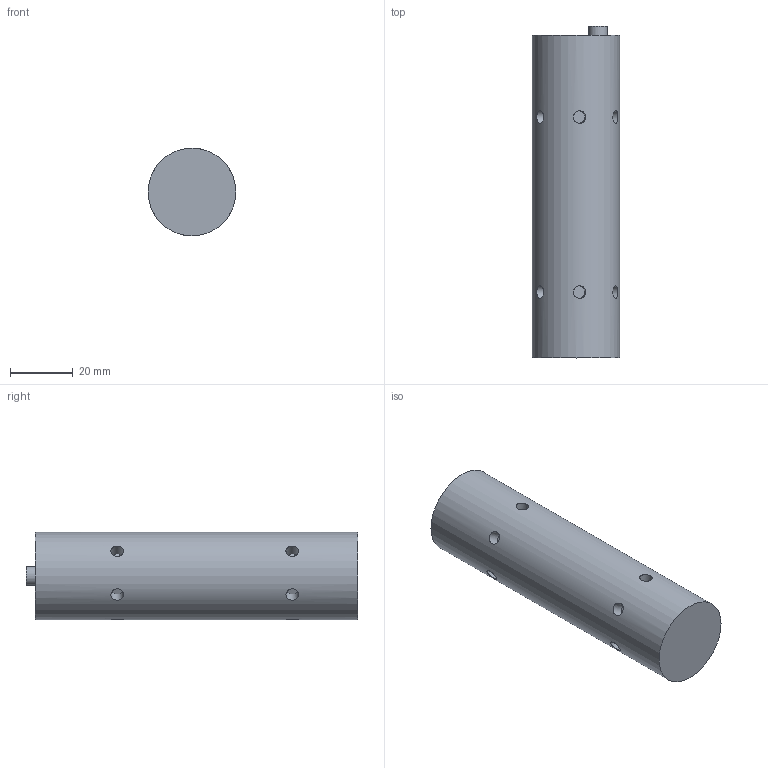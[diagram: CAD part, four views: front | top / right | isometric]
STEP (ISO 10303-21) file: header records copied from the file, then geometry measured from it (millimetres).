
FILE_DESCRIPTION(/* description */ (''),/* implementation_level */ '2;1');
FILE_NAME(/* name */ 'Grip Base.stp',/* time_stamp */ '2022-08-16T10:27:39-04:00',/* author */ ('turbo'),/* organization */ (''),/* preprocessor_version */ 'ST-DEVELOPER v18.1',/* originating_system */ 'Autodesk Inventor 2022',/* authorisation */ '');
FILE_SCHEMA (('AUTOMOTIVE_DESIGN { 1 0 10303 214 3 1 1 }'));
Length unit declared in the file: millimetre
Products named in the file (1): Grip Base
Bounding box: 28 x 106 x 28 mm (x, y, z)
Volume: 62834.1 mm3; surface area: 11015.8 mm2
Topology: 1 solids, 1 shells, 29 faces, 42 edges, 28 vertices
Faces by surface type: plane 15, cylinder 14
Full cylindrical faces by diameter (mm): 4 x12, 6 x1, 28 x1
Entity records: 1083 total; most frequent: CARTESIAN_POINT 496, DIRECTION 106, ORIENTED_EDGE 84, AXIS2_PLACEMENT_3D 46, EDGE_LOOP 42, EDGE_CURVE 42, STYLED_ITEM 30, FACE_OUTER_BOUND 29
